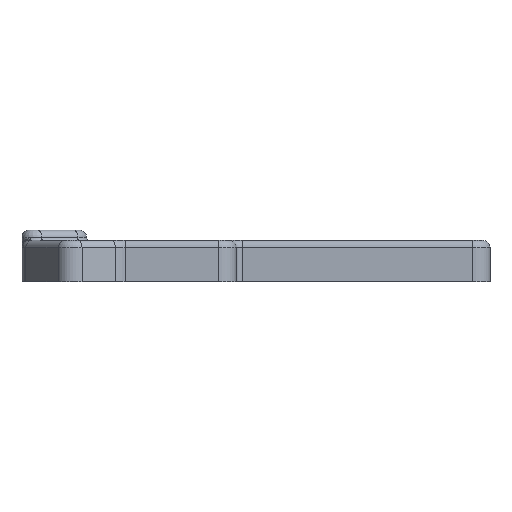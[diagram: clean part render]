
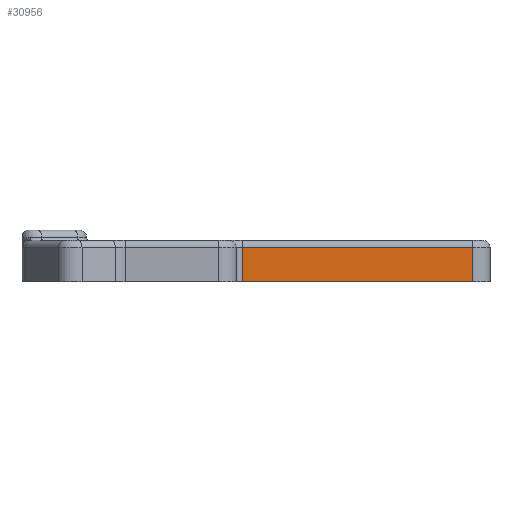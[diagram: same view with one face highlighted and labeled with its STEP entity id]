
A CAD part, front view. The second image highlights one B-rep face of the part: STEP entity #30956.
In plain terms, the highlighted planar face has unit normal (0, -1, 0).
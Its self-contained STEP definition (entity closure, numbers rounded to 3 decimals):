
#13289 = PLANE('',#13290);
#13290 = AXIS2_PLACEMENT_3D('',#13291,#13292,#13293);
#13291 = CARTESIAN_POINT('',(-51.341,24.335,-9.));
#13292 = DIRECTION('',(0.,0.,1.));
#13293 = DIRECTION('',(1.,0.,0.));
#13810 = CYLINDRICAL_SURFACE('',#13811,2.5);
#13811 = AXIS2_PLACEMENT_3D('',#13812,#13813,#13814);
#13812 = CARTESIAN_POINT('',(24.574,-8.85,2.5));
#13813 = DIRECTION('',(-1.,0.,0.));
#13814 = DIRECTION('',(0.,-1.,0.));
#22816 = VERTEX_POINT('',#22817);
#22817 = CARTESIAN_POINT('',(-53.206,-11.35,-9.));
#22832 = CYLINDRICAL_SURFACE('',#22833,2.1);
#22833 = AXIS2_PLACEMENT_3D('',#22834,#22835,#22836);
#22834 = CARTESIAN_POINT('',(-53.206,-13.45,-9.));
#22835 = DIRECTION('',(-0.,-0.,-1.));
#22836 = DIRECTION('',(1.,0.,0.));
#22844 = EDGE_CURVE('',#22845,#22816,#22847,.T.);
#22845 = VERTEX_POINT('',#22846);
#22846 = CARTESIAN_POINT('',(24.574,-11.35,-9.));
#22847 = SURFACE_CURVE('',#22848,(#22852,#22859),.PCURVE_S1.);
#22848 = LINE('',#22849,#22850);
#22849 = CARTESIAN_POINT('',(24.574,-11.35,-9.));
#22850 = VECTOR('',#22851,1.);
#22851 = DIRECTION('',(-1.,0.,0.));
#22852 = PCURVE('',#13289,#22853);
#22853 = DEFINITIONAL_REPRESENTATION('',(#22854),#22858);
#22854 = LINE('',#22855,#22856);
#22855 = CARTESIAN_POINT('',(75.916,-35.685));
#22856 = VECTOR('',#22857,1.);
#22857 = DIRECTION('',(-1.,0.));
#22858 = ( GEOMETRIC_REPRESENTATION_CONTEXT(2) 
PARAMETRIC_REPRESENTATION_CONTEXT() REPRESENTATION_CONTEXT('2D SPACE',''
  ) );
#22859 = PCURVE('',#22860,#22865);
#22860 = PLANE('',#22861);
#22861 = AXIS2_PLACEMENT_3D('',#22862,#22863,#22864);
#22862 = CARTESIAN_POINT('',(24.574,-11.35,-9.));
#22863 = DIRECTION('',(0.,-1.,0.));
#22864 = DIRECTION('',(-1.,0.,0.));
#22865 = DEFINITIONAL_REPRESENTATION('',(#22866),#22870);
#22866 = LINE('',#22867,#22868);
#22867 = CARTESIAN_POINT('',(0.,-0.));
#22868 = VECTOR('',#22869,1.);
#22869 = DIRECTION('',(1.,0.));
#22870 = ( GEOMETRIC_REPRESENTATION_CONTEXT(2) 
PARAMETRIC_REPRESENTATION_CONTEXT() REPRESENTATION_CONTEXT('2D SPACE',''
  ) );
#22889 = CYLINDRICAL_SURFACE('',#22890,5.9);
#22890 = AXIS2_PLACEMENT_3D('',#22891,#22892,#22893);
#22891 = CARTESIAN_POINT('',(24.574,-5.45,-9.));
#22892 = DIRECTION('',(-0.,-0.,-1.));
#22893 = DIRECTION('',(1.,0.,0.));
#24709 = VERTEX_POINT('',#24710);
#24710 = CARTESIAN_POINT('',(24.574,-11.35,2.5));
#24811 = VERTEX_POINT('',#24812);
#24812 = CARTESIAN_POINT('',(-53.206,-11.35,2.5));
#24834 = EDGE_CURVE('',#24709,#24811,#24835,.T.);
#24835 = SURFACE_CURVE('',#24836,(#24840,#24847),.PCURVE_S1.);
#24836 = LINE('',#24837,#24838);
#24837 = CARTESIAN_POINT('',(24.574,-11.35,2.5));
#24838 = VECTOR('',#24839,1.);
#24839 = DIRECTION('',(-1.,0.,0.));
#24840 = PCURVE('',#13810,#24841);
#24841 = DEFINITIONAL_REPRESENTATION('',(#24842),#24846);
#24842 = LINE('',#24843,#24844);
#24843 = CARTESIAN_POINT('',(0.,0.));
#24844 = VECTOR('',#24845,1.);
#24845 = DIRECTION('',(0.,1.));
#24846 = ( GEOMETRIC_REPRESENTATION_CONTEXT(2) 
PARAMETRIC_REPRESENTATION_CONTEXT() REPRESENTATION_CONTEXT('2D SPACE',''
  ) );
#24847 = PCURVE('',#22860,#24848);
#24848 = DEFINITIONAL_REPRESENTATION('',(#24849),#24853);
#24849 = LINE('',#24850,#24851);
#24850 = CARTESIAN_POINT('',(0.,-11.5));
#24851 = VECTOR('',#24852,1.);
#24852 = DIRECTION('',(1.,0.));
#24853 = ( GEOMETRIC_REPRESENTATION_CONTEXT(2) 
PARAMETRIC_REPRESENTATION_CONTEXT() REPRESENTATION_CONTEXT('2D SPACE',''
  ) );
#30936 = EDGE_CURVE('',#22816,#24811,#30937,.T.);
#30937 = SURFACE_CURVE('',#30938,(#30942,#30949),.PCURVE_S1.);
#30938 = LINE('',#30939,#30940);
#30939 = CARTESIAN_POINT('',(-53.206,-11.35,-9.));
#30940 = VECTOR('',#30941,1.);
#30941 = DIRECTION('',(0.,0.,1.));
#30942 = PCURVE('',#22832,#30943);
#30943 = DEFINITIONAL_REPRESENTATION('',(#30944),#30948);
#30944 = LINE('',#30945,#30946);
#30945 = CARTESIAN_POINT('',(-1.571,0.));
#30946 = VECTOR('',#30947,1.);
#30947 = DIRECTION('',(-0.,-1.));
#30948 = ( GEOMETRIC_REPRESENTATION_CONTEXT(2) 
PARAMETRIC_REPRESENTATION_CONTEXT() REPRESENTATION_CONTEXT('2D SPACE',''
  ) );
#30949 = PCURVE('',#22860,#30950);
#30950 = DEFINITIONAL_REPRESENTATION('',(#30951),#30955);
#30951 = LINE('',#30952,#30953);
#30952 = CARTESIAN_POINT('',(77.78,0.));
#30953 = VECTOR('',#30954,1.);
#30954 = DIRECTION('',(0.,-1.));
#30955 = ( GEOMETRIC_REPRESENTATION_CONTEXT(2) 
PARAMETRIC_REPRESENTATION_CONTEXT() REPRESENTATION_CONTEXT('2D SPACE',''
  ) );
#30956 = ADVANCED_FACE('',(#30957),#22860,.T.);
#30957 = FACE_BOUND('',#30958,.T.);
#30958 = EDGE_LOOP('',(#30959,#30960,#30961,#30962));
#30959 = ORIENTED_EDGE('',*,*,#24834,.T.);
#30960 = ORIENTED_EDGE('',*,*,#30936,.F.);
#30961 = ORIENTED_EDGE('',*,*,#22844,.F.);
#30962 = ORIENTED_EDGE('',*,*,#30963,.T.);
#30963 = EDGE_CURVE('',#22845,#24709,#30964,.T.);
#30964 = SURFACE_CURVE('',#30965,(#30969,#30976),.PCURVE_S1.);
#30965 = LINE('',#30966,#30967);
#30966 = CARTESIAN_POINT('',(24.574,-11.35,-9.));
#30967 = VECTOR('',#30968,1.);
#30968 = DIRECTION('',(0.,0.,1.));
#30969 = PCURVE('',#22860,#30970);
#30970 = DEFINITIONAL_REPRESENTATION('',(#30971),#30975);
#30971 = LINE('',#30972,#30973);
#30972 = CARTESIAN_POINT('',(0.,-0.));
#30973 = VECTOR('',#30974,1.);
#30974 = DIRECTION('',(0.,-1.));
#30975 = ( GEOMETRIC_REPRESENTATION_CONTEXT(2) 
PARAMETRIC_REPRESENTATION_CONTEXT() REPRESENTATION_CONTEXT('2D SPACE',''
  ) );
#30976 = PCURVE('',#22889,#30977);
#30977 = DEFINITIONAL_REPRESENTATION('',(#30978),#30982);
#30978 = LINE('',#30979,#30980);
#30979 = CARTESIAN_POINT('',(-4.712,0.));
#30980 = VECTOR('',#30981,1.);
#30981 = DIRECTION('',(-0.,-1.));
#30982 = ( GEOMETRIC_REPRESENTATION_CONTEXT(2) 
PARAMETRIC_REPRESENTATION_CONTEXT() REPRESENTATION_CONTEXT('2D SPACE',''
  ) );
